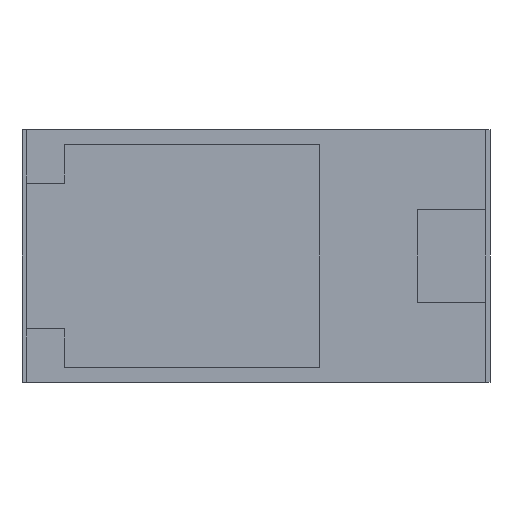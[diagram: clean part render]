
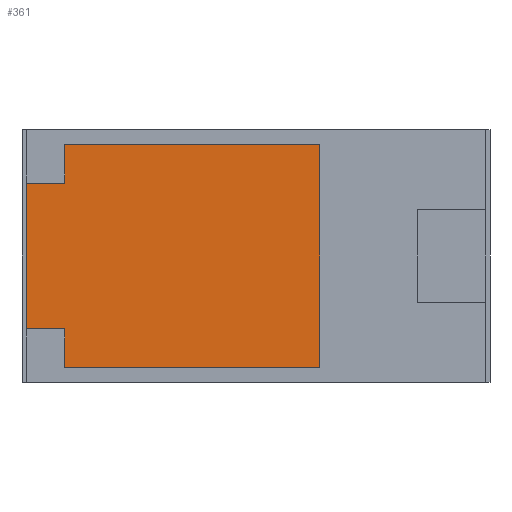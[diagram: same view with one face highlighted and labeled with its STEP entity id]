
A CAD part, front view. The second image highlights one B-rep face of the part: STEP entity #361.
In plain terms, the highlighted planar face has unit normal (0, -1, 0).
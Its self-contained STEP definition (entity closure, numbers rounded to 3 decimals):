
#25 = EDGE_CURVE ( 'NONE', #341, #863, #961, .T. ) ;
#29 = VECTOR ( 'NONE', #106, 1000. ) ;
#60 = EDGE_CURVE ( 'NONE', #125, #824, #620, .T. ) ;
#71 = CARTESIAN_POINT ( 'NONE',  ( -1.05, -0.152, -0.915 ) ) ;
#78 = DIRECTION ( 'NONE',  ( 0., 0., 1. ) ) ;
#81 = PLANE ( 'NONE',  #320 ) ;
#103 = EDGE_CURVE ( 'NONE', #431, #589, #195, .T. ) ;
#106 = DIRECTION ( 'NONE',  ( 1., 0., 0. ) ) ;
#125 = VERTEX_POINT ( 'NONE', #147 ) ;
#130 = DIRECTION ( 'NONE',  ( 0., 0., 1. ) ) ;
#135 = CARTESIAN_POINT ( 'NONE',  ( -1.365, -0.152, -0.6 ) ) ;
#147 = CARTESIAN_POINT ( 'NONE',  ( -1.05, -0.152, -0.6 ) ) ;
#165 = EDGE_CURVE ( '��������1_3+��������1_17+��������1_', #431, #863, #425, .T. ) ;
#173 = ORIENTED_EDGE ( 'NONE', *, *, #704, .F. ) ;
#180 = CARTESIAN_POINT ( 'NONE',  ( -1.05, -0.152, -0.915 ) ) ;
#185 = VECTOR ( 'NONE', #929, 1000. ) ;
#195 = LINE ( 'NONE', #71, #415 ) ;
#203 = ORIENTED_EDGE ( 'NONE', *, *, #624, .F. ) ;
#212 = ORIENTED_EDGE ( 'NONE', *, *, #165, .T. ) ;
#265 = CARTESIAN_POINT ( 'NONE',  ( -1.05, -0.152, -0.6 ) ) ;
#266 = CARTESIAN_POINT ( 'NONE',  ( -1.4, -0.152, -0.6 ) ) ;
#282 = LINE ( 'NONE', #265, #612 ) ;
#298 = DIRECTION ( 'NONE',  ( 0., 1., 0. ) ) ;
#320 = AXIS2_PLACEMENT_3D ( 'NONE', #357, #298, #78 ) ;
#341 = VERTEX_POINT ( 'NONE', #524 ) ;
#348 = DIRECTION ( 'NONE',  ( 0., 0., 1. ) ) ;
#357 = CARTESIAN_POINT ( 'NONE',  ( -1.4, -0.152, 1.04 ) ) ;
#361 = ADVANCED_FACE ( '��������p��?', ( #477 ), #81, .F. ) ;
#412 = DIRECTION ( 'NONE',  ( 0., 0., 1. ) ) ;
#415 = VECTOR ( 'NONE', #964, 1000. ) ;
#425 = LINE ( 'NONE', #799, #899 ) ;
#431 = VERTEX_POINT ( 'NONE', #903 ) ;
#460 = LINE ( 'NONE', #862, #475 ) ;
#472 = CARTESIAN_POINT ( 'NONE',  ( -1.4, -0.152, 0.6 ) ) ;
#475 = VECTOR ( 'NONE', #348, 1000. ) ;
#477 = FACE_OUTER_BOUND ( 'NONE', #561, .T. ) ;
#524 = CARTESIAN_POINT ( 'NONE',  ( -1.05, -0.152, 0.915 ) ) ;
#526 = ORIENTED_EDGE ( 'NONE', *, *, #103, .F. ) ;
#532 = VERTEX_POINT ( 'NONE', #839 ) ;
#561 = EDGE_LOOP ( 'NONE', ( #702, #203, #749, #173, #526, #212, #771, #836 ) ) ;
#589 = VERTEX_POINT ( 'NONE', #180 ) ;
#594 = LINE ( 'NONE', #895, #692 ) ;
#612 = VECTOR ( 'NONE', #412, 1000. ) ;
#620 = LINE ( 'NONE', #266, #900 ) ;
#624 = EDGE_CURVE ( '��������1_2+��������1_3+��������1_', #824, #532, #594, .T. ) ;
#628 = EDGE_CURVE ( 'NONE', #532, #686, #920, .T. ) ;
#686 = VERTEX_POINT ( 'NONE', #709 ) ;
#692 = VECTOR ( 'NONE', #748, 1000. ) ;
#702 = ORIENTED_EDGE ( 'NONE', *, *, #628, .F. ) ;
#704 = EDGE_CURVE ( '��������1_17+��������1_3+��������', #589, #125, #282, .T. ) ;
#709 = CARTESIAN_POINT ( 'NONE',  ( -1.05, -0.152, 0.6 ) ) ;
#748 = DIRECTION ( 'NONE',  ( 0., 0., 1. ) ) ;
#749 = ORIENTED_EDGE ( 'NONE', *, *, #60, .F. ) ;
#771 = ORIENTED_EDGE ( 'NONE', *, *, #25, .F. ) ;
#789 = CARTESIAN_POINT ( 'NONE',  ( -1.05, -0.152, 0.915 ) ) ;
#799 = CARTESIAN_POINT ( 'NONE',  ( 1.05, -0.152, -1.04 ) ) ;
#824 = VERTEX_POINT ( 'NONE', #135 ) ;
#836 = ORIENTED_EDGE ( 'NONE', *, *, #864, .F. ) ;
#839 = CARTESIAN_POINT ( 'NONE',  ( -1.365, -0.152, 0.6 ) ) ;
#852 = DIRECTION ( 'NONE',  ( -1., 0., 0. ) ) ;
#862 = CARTESIAN_POINT ( 'NONE',  ( -1.05, -0.152, 0.6 ) ) ;
#863 = VERTEX_POINT ( 'NONE', #945 ) ;
#864 = EDGE_CURVE ( 'NONE', #686, #341, #460, .T. ) ;
#895 = CARTESIAN_POINT ( 'NONE',  ( -1.365, -0.152, -1.04 ) ) ;
#899 = VECTOR ( 'NONE', #130, 1000. ) ;
#900 = VECTOR ( 'NONE', #852, 1000. ) ;
#903 = CARTESIAN_POINT ( 'NONE',  ( 1.05, -0.152, -0.915 ) ) ;
#920 = LINE ( 'NONE', #472, #29 ) ;
#929 = DIRECTION ( 'NONE',  ( 1., 0., 0. ) ) ;
#945 = CARTESIAN_POINT ( 'NONE',  ( 1.05, -0.152, 0.915 ) ) ;
#961 = LINE ( 'NONE', #789, #185 ) ;
#964 = DIRECTION ( 'NONE',  ( -1., 0., 0. ) ) ;
